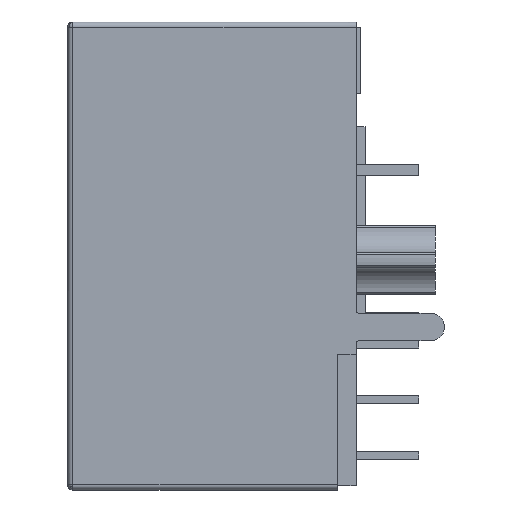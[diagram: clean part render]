
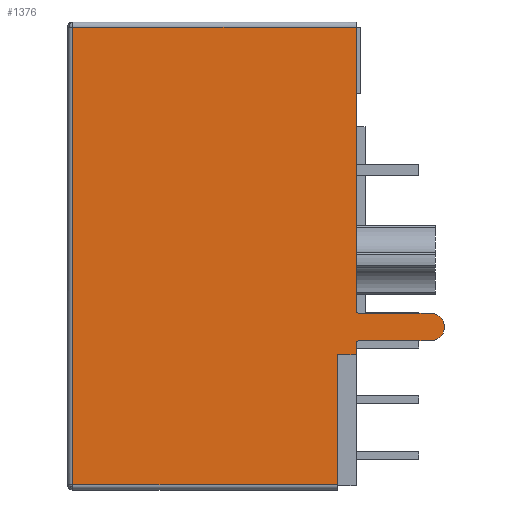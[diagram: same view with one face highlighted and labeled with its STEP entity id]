
A CAD part, left-side view. The second image highlights one B-rep face of the part: STEP entity #1376.
In plain terms, the highlighted planar face has unit normal (-1, 0, 0).
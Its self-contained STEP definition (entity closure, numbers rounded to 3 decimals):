
#137 = CARTESIAN_POINT ( 'NONE',  ( 1.65, 4.05, -14.62 ) ) ;
#202 = DIRECTION ( 'NONE',  ( -1., 0., 0. ) ) ;
#489 = CARTESIAN_POINT ( 'NONE',  ( 1.65, 4.2, -0.23 ) ) ;
#511 = CARTESIAN_POINT ( 'NONE',  ( 1.65, 0.8, -13.87 ) ) ;
#521 = EDGE_CURVE ( 'NONE', #1921, #12560, #13680, .T. ) ;
#576 = LINE ( 'NONE', #9976, #12565 ) ;
#1013 = VERTEX_POINT ( 'NONE', #10284 ) ;
#1376 = ADVANCED_FACE ( 'NONE', ( #5155 ), #5251, .T. ) ;
#1442 = VERTEX_POINT ( 'NONE', #18091 ) ;
#1585 = CARTESIAN_POINT ( 'NONE',  ( 1.65, 4.2, -15.1 ) ) ;
#1803 = CARTESIAN_POINT ( 'NONE',  ( 1.65, 4.05, -13.08 ) ) ;
#1849 = LINE ( 'NONE', #6248, #16808 ) ;
#1921 = VERTEX_POINT ( 'NONE', #12548 ) ;
#3015 = DIRECTION ( 'NONE',  ( 0., 0., 1. ) ) ;
#3844 = ORIENTED_EDGE ( 'NONE', *, *, #12824, .T. ) ;
#4556 = EDGE_LOOP ( 'NONE', ( #10448, #4606, #16684, #15036, #7905, #10259, #16134, #5852, #7744, #8949, #3844, #8809, #19509, #5632 ) ) ;
#4565 = DIRECTION ( 'NONE',  ( 0., 0., -1. ) ) ;
#4597 = LINE ( 'NONE', #12558, #5081 ) ;
#4606 = ORIENTED_EDGE ( 'NONE', *, *, #19831, .F. ) ;
#5081 = VECTOR ( 'NONE', #10819, 1000. ) ;
#5155 = FACE_OUTER_BOUND ( 'NONE', #4556, .T. ) ;
#5180 = LINE ( 'NONE', #11299, #20089 ) ;
#5202 = CIRCLE ( 'NONE', #16576, 0.15 ) ;
#5251 = PLANE ( 'NONE',  #8505 ) ;
#5416 = EDGE_CURVE ( 'NONE', #19210, #1921, #13988, .T. ) ;
#5632 = ORIENTED_EDGE ( 'NONE', *, *, #17867, .T. ) ;
#5663 = VERTEX_POINT ( 'NONE', #14892 ) ;
#5739 = CARTESIAN_POINT ( 'NONE',  ( 1.65, 17.07, -0.23 ) ) ;
#5852 = ORIENTED_EDGE ( 'NONE', *, *, #16556, .T. ) ;
#6099 = CARTESIAN_POINT ( 'NONE',  ( 1.65, 4.2, -0.23 ) ) ;
#6248 = CARTESIAN_POINT ( 'NONE',  ( 1.65, 4.2, -15.1 ) ) ;
#6333 = LINE ( 'NONE', #18776, #17027 ) ;
#6484 = CIRCLE ( 'NONE', #7140, 0.15 ) ;
#7029 = VERTEX_POINT ( 'NONE', #16295 ) ;
#7140 = AXIS2_PLACEMENT_3D ( 'NONE', #1803, #15667, #8042 ) ;
#7635 = DIRECTION ( 'NONE',  ( 0., 0., 1. ) ) ;
#7744 = ORIENTED_EDGE ( 'NONE', *, *, #5416, .T. ) ;
#7775 = DIRECTION ( 'NONE',  ( 0., -1., 0. ) ) ;
#7819 = EDGE_CURVE ( 'NONE', #9875, #14962, #19705, .T. ) ;
#7839 = CARTESIAN_POINT ( 'NONE',  ( 1.65, 0.2, -13.83 ) ) ;
#7905 = ORIENTED_EDGE ( 'NONE', *, *, #7947, .F. ) ;
#7947 = EDGE_CURVE ( 'NONE', #1013, #1442, #4597, .T. ) ;
#7978 = AXIS2_PLACEMENT_3D ( 'NONE', #19112, #16236, #12996 ) ;
#8042 = DIRECTION ( 'NONE',  ( 0., 0., 1. ) ) ;
#8360 = VERTEX_POINT ( 'NONE', #489 ) ;
#8505 = AXIS2_PLACEMENT_3D ( 'NONE', #14626, #14529, #13204 ) ;
#8678 = EDGE_CURVE ( 'NONE', #5663, #7029, #14468, .T. ) ;
#8809 = ORIENTED_EDGE ( 'NONE', *, *, #8678, .T. ) ;
#8949 = ORIENTED_EDGE ( 'NONE', *, *, #521, .T. ) ;
#9068 = CARTESIAN_POINT ( 'NONE',  ( 1.65, 17.07, -21.02 ) ) ;
#9192 = CARTESIAN_POINT ( 'NONE',  ( 1.65, 17.07, -0.23 ) ) ;
#9255 = VECTOR ( 'NONE', #7775, 1000. ) ;
#9875 = VERTEX_POINT ( 'NONE', #15041 ) ;
#9976 = CARTESIAN_POINT ( 'NONE',  ( 1.65, 4.05, -13.23 ) ) ;
#10085 = VERTEX_POINT ( 'NONE', #12873 ) ;
#10259 = ORIENTED_EDGE ( 'NONE', *, *, #12158, .F. ) ;
#10284 = CARTESIAN_POINT ( 'NONE',  ( 1.65, 5.05, -15.1 ) ) ;
#10448 = ORIENTED_EDGE ( 'NONE', *, *, #12891, .F. ) ;
#10591 = CARTESIAN_POINT ( 'NONE',  ( 1.65, 4.2, -14.62 ) ) ;
#10773 = EDGE_CURVE ( 'NONE', #7029, #16957, #576, .T. ) ;
#10819 = DIRECTION ( 'NONE',  ( 0., 0., -1. ) ) ;
#10832 = CARTESIAN_POINT ( 'NONE',  ( 1.65, 4.05, -14.47 ) ) ;
#11022 = DIRECTION ( 'NONE',  ( 0., 1., 0. ) ) ;
#11299 = CARTESIAN_POINT ( 'NONE',  ( 1.65, 4.2, -0.23 ) ) ;
#11318 = VECTOR ( 'NONE', #7635, 1000. ) ;
#11955 = DIRECTION ( 'NONE',  ( 0., 0., -1. ) ) ;
#12158 = EDGE_CURVE ( 'NONE', #19176, #1013, #1849, .T. ) ;
#12165 = CARTESIAN_POINT ( 'NONE',  ( 1.65, 4.05, -13.23 ) ) ;
#12548 = CARTESIAN_POINT ( 'NONE',  ( 1.65, 0.8, -14.47 ) ) ;
#12558 = CARTESIAN_POINT ( 'NONE',  ( 1.65, 5.05, -21.02 ) ) ;
#12560 = VERTEX_POINT ( 'NONE', #15586 ) ;
#12565 = VECTOR ( 'NONE', #16173, 1000. ) ;
#12824 = EDGE_CURVE ( 'NONE', #12560, #5663, #18636, .T. ) ;
#12873 = CARTESIAN_POINT ( 'NONE',  ( 1.65, 4.2, -13.08 ) ) ;
#12891 = EDGE_CURVE ( 'NONE', #8360, #10085, #17203, .T. ) ;
#12996 = DIRECTION ( 'NONE',  ( 0., 0., 1. ) ) ;
#13029 = EDGE_CURVE ( 'NONE', #13847, #19176, #5180, .T. ) ;
#13204 = DIRECTION ( 'NONE',  ( 0., 0., 1. ) ) ;
#13230 = DIRECTION ( 'NONE',  ( 0., 0., -1. ) ) ;
#13680 = CIRCLE ( 'NONE', #19235, 0.6 ) ;
#13847 = VERTEX_POINT ( 'NONE', #10591 ) ;
#13988 = LINE ( 'NONE', #10832, #14771 ) ;
#14227 = CARTESIAN_POINT ( 'NONE',  ( 1.65, 4.05, -14.47 ) ) ;
#14468 = CIRCLE ( 'NONE', #7978, 0.6 ) ;
#14500 = VECTOR ( 'NONE', #11955, 1000. ) ;
#14529 = DIRECTION ( 'NONE',  ( -1., 0., 0. ) ) ;
#14626 = CARTESIAN_POINT ( 'NONE',  ( 1.65, 17.3, -21.25 ) ) ;
#14771 = VECTOR ( 'NONE', #18686, 1000. ) ;
#14892 = CARTESIAN_POINT ( 'NONE',  ( 1.65, 0.2, -13.83 ) ) ;
#14962 = VERTEX_POINT ( 'NONE', #9068 ) ;
#15036 = ORIENTED_EDGE ( 'NONE', *, *, #18792, .F. ) ;
#15041 = CARTESIAN_POINT ( 'NONE',  ( 1.65, 17.07, -0.23 ) ) ;
#15538 = DIRECTION ( 'NONE',  ( 1., 0., 0. ) ) ;
#15586 = CARTESIAN_POINT ( 'NONE',  ( 1.65, 0.2, -13.87 ) ) ;
#15599 = LINE ( 'NONE', #9192, #9255 ) ;
#15667 = DIRECTION ( 'NONE',  ( 1., 0., 0. ) ) ;
#16134 = ORIENTED_EDGE ( 'NONE', *, *, #13029, .F. ) ;
#16173 = DIRECTION ( 'NONE',  ( 0., 1., 0. ) ) ;
#16236 = DIRECTION ( 'NONE',  ( -1., 0., 0. ) ) ;
#16295 = CARTESIAN_POINT ( 'NONE',  ( 1.65, 0.8, -13.23 ) ) ;
#16491 = VECTOR ( 'NONE', #4565, 1000. ) ;
#16556 = EDGE_CURVE ( 'NONE', #13847, #19210, #5202, .T. ) ;
#16576 = AXIS2_PLACEMENT_3D ( 'NONE', #137, #15538, #3015 ) ;
#16684 = ORIENTED_EDGE ( 'NONE', *, *, #7819, .T. ) ;
#16808 = VECTOR ( 'NONE', #17148, 1000. ) ;
#16957 = VERTEX_POINT ( 'NONE', #12165 ) ;
#17027 = VECTOR ( 'NONE', #11022, 1000. ) ;
#17148 = DIRECTION ( 'NONE',  ( 0., 1., 0. ) ) ;
#17203 = LINE ( 'NONE', #6099, #16491 ) ;
#17867 = EDGE_CURVE ( 'NONE', #16957, #10085, #6484, .T. ) ;
#18091 = CARTESIAN_POINT ( 'NONE',  ( 1.65, 5.05, -21.02 ) ) ;
#18636 = LINE ( 'NONE', #7839, #11318 ) ;
#18686 = DIRECTION ( 'NONE',  ( 0., -1., 0. ) ) ;
#18776 = CARTESIAN_POINT ( 'NONE',  ( 1.65, 4., -21.02 ) ) ;
#18782 = DIRECTION ( 'NONE',  ( 0., 0., 1. ) ) ;
#18792 = EDGE_CURVE ( 'NONE', #1442, #14962, #6333, .T. ) ;
#19112 = CARTESIAN_POINT ( 'NONE',  ( 1.65, 0.8, -13.83 ) ) ;
#19176 = VERTEX_POINT ( 'NONE', #1585 ) ;
#19210 = VERTEX_POINT ( 'NONE', #14227 ) ;
#19235 = AXIS2_PLACEMENT_3D ( 'NONE', #511, #202, #18782 ) ;
#19509 = ORIENTED_EDGE ( 'NONE', *, *, #10773, .T. ) ;
#19705 = LINE ( 'NONE', #5739, #14500 ) ;
#19831 = EDGE_CURVE ( 'NONE', #9875, #8360, #15599, .T. ) ;
#20089 = VECTOR ( 'NONE', #13230, 1000. ) ;
